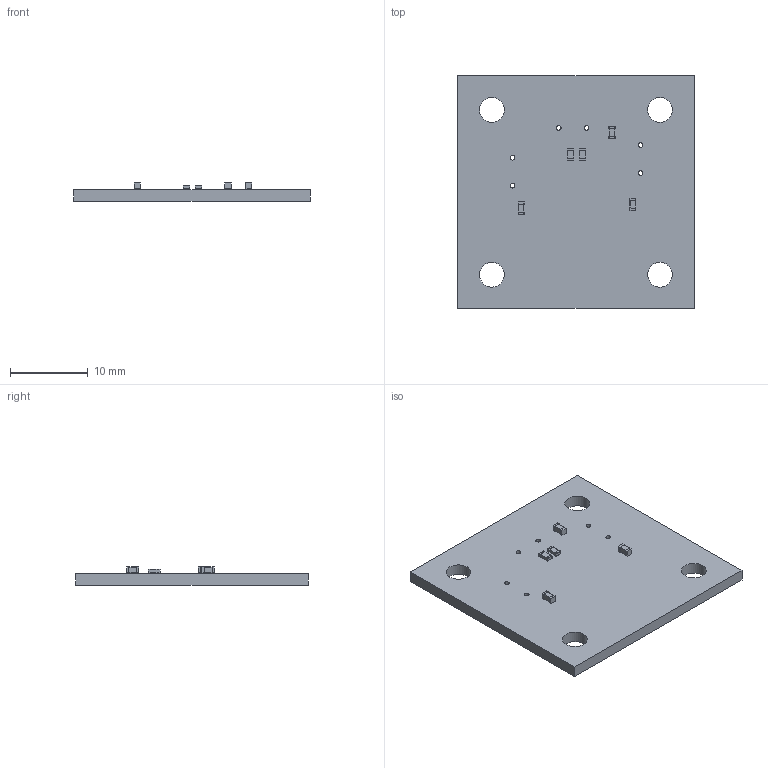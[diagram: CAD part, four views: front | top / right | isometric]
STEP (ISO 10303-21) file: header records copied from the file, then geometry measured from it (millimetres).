
FILE_DESCRIPTION(('KiCad electronic assembly'),'2;1');
FILE_NAME('Lamp.step','2025-09-15T17:32:30',('Pcbnew'),('Kicad'), 'Open CASCADE STEP processor 7.8','KiCad to STEP converter','Unknown' );
FILE_SCHEMA(('AUTOMOTIVE_DESIGN { 1 0 10303 214 1 1 1 1 }'));
Length unit declared in the file: millimetre
Products named in the file (4): Lamp 1; C_0603_1608Metric; R_0603_1608Metric; Lamp_PCB
Assembly tree (6 placements, depth 2):
  Lamp 1
    C_0603_1608Metric  x3
    R_0603_1608Metric  x2
    Lamp_PCB
Bounding box: 30.5 x 30.02 x 2.4 mm (x, y, z)
Volume: 1335.5 mm3; surface area: 2052.6 mm2
Topology: 6 solids, 6 shells, 152 faces, 394 edges, 260 vertices
Faces by surface type: plane 90, cylinder 62
Full cylindrical faces by diameter (mm): 0.6 x6, 3.2 x4
Entity records: 2671 total; most frequent: DIRECTION 396, CARTESIAN_POINT 379, ORIENTED_EDGE 364, EDGE_CURVE 182, AXIS2_PLACEMENT_3D 137, LINE 122, VECTOR 122, VERTEX_POINT 120
